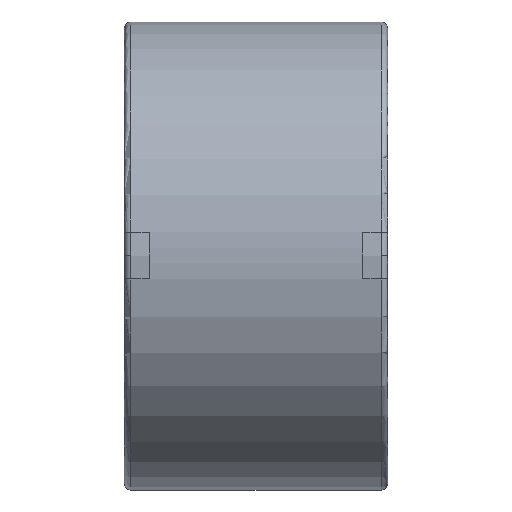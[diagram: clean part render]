
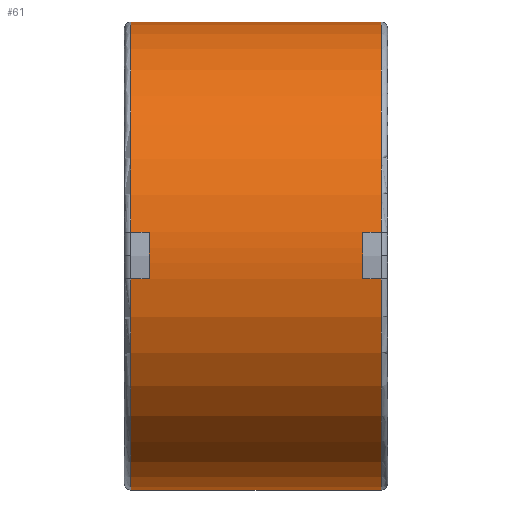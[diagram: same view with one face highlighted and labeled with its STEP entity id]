
A CAD part, top view. The second image highlights one B-rep face of the part: STEP entity #61.
In plain terms, the highlighted cylindrical face has radius 160 mm (diameter 320 mm), a partial arc.
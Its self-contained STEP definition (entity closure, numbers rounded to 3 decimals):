
#61=ADVANCED_FACE('',(#146),#147,.T.);
#146=FACE_OUTER_BOUND('',#294,.T.);
#147=CYLINDRICAL_SURFACE('',#295,160.0);
#294=EDGE_LOOP('',(#531,#532,#533,#534,#535,#536,#537,#538,#539,#540,#541,#542));
#295=AXIS2_PLACEMENT_3D('',#543,#544,#545);
#531=ORIENTED_EDGE('',*,*,#1043,.F.);
#532=ORIENTED_EDGE('',*,*,#1044,.F.);
#533=ORIENTED_EDGE('',*,*,#1045,.T.);
#534=ORIENTED_EDGE('',*,*,#1046,.T.);
#535=ORIENTED_EDGE('',*,*,#1047,.T.);
#536=ORIENTED_EDGE('',*,*,#1048,.F.);
#537=ORIENTED_EDGE('',*,*,#1049,.F.);
#538=ORIENTED_EDGE('',*,*,#1050,.F.);
#539=ORIENTED_EDGE('',*,*,#1051,.T.);
#540=ORIENTED_EDGE('',*,*,#1052,.T.);
#541=ORIENTED_EDGE('',*,*,#1053,.T.);
#542=ORIENTED_EDGE('',*,*,#1054,.F.);
#543=CARTESIAN_POINT('',(42.84,0.0,0.0));
#544=DIRECTION('',(1.0,0.0,0.0));
#545=DIRECTION('',(0.0,1.0,0.0));
#1043=EDGE_CURVE('',#1286,#1287,#1288,.T.);
#1044=EDGE_CURVE('',#1289,#1286,#1290,.T.);
#1045=EDGE_CURVE('',#1289,#1291,#1292,.T.);
#1046=EDGE_CURVE('',#1291,#1293,#1294,.T.);
#1047=EDGE_CURVE('',#1293,#1295,#1296,.T.);
#1048=EDGE_CURVE('',#1297,#1295,#1298,.T.);
#1049=EDGE_CURVE('',#1299,#1297,#1300,.T.);
#1050=EDGE_CURVE('',#1301,#1299,#1302,.T.);
#1051=EDGE_CURVE('',#1301,#1303,#1304,.T.);
#1052=EDGE_CURVE('',#1303,#1305,#1306,.T.);
#1053=EDGE_CURVE('',#1305,#1307,#1308,.T.);
#1054=EDGE_CURVE('',#1287,#1307,#1309,.T.);
#1286=VERTEX_POINT('',#1627);
#1287=VERTEX_POINT('',#1628);
#1288=LINE('',#1629,#1630);
#1289=VERTEX_POINT('',#1631);
#1290=CIRCLE('',#1632,160.0);
#1291=VERTEX_POINT('',#1633);
#1292=LINE('',#1634,#1635);
#1293=VERTEX_POINT('',#1636);
#1294=CIRCLE('',#1637,160.0);
#1295=VERTEX_POINT('',#1638);
#1296=LINE('',#1639,#1640);
#1297=VERTEX_POINT('',#1641);
#1298=CIRCLE('',#1642,160.0);
#1299=VERTEX_POINT('',#1643);
#1300=LINE('',#1644,#1645);
#1301=VERTEX_POINT('',#1646);
#1302=CIRCLE('',#1647,160.0);
#1303=VERTEX_POINT('',#1648);
#1304=LINE('',#1649,#1650);
#1305=VERTEX_POINT('',#1651);
#1306=CIRCLE('',#1652,160.0);
#1307=VERTEX_POINT('',#1653);
#1308=LINE('',#1654,#1655);
#1309=CIRCLE('',#1656,160.0);
#1627=CARTESIAN_POINT('',(-85.68,160.0,0.));
#1628=CARTESIAN_POINT('',(85.68,160.0,0.));
#1629=CARTESIAN_POINT('',(42.84,160.0,0.));
#1630=VECTOR('',#2479,1.0);
#1631=CARTESIAN_POINT('',(-85.68,16.0,159.198));
#1632=AXIS2_PLACEMENT_3D('',#2480,#2481,#2482);
#1633=CARTESIAN_POINT('',(-73.0,16.0,159.198));
#1634=CARTESIAN_POINT('',(-79.34,16.0,159.198));
#1635=VECTOR('',#2483,1.0);
#1636=CARTESIAN_POINT('',(-73.0,-16.0,159.198));
#1637=AXIS2_PLACEMENT_3D('',#2484,#2485,#2486);
#1638=CARTESIAN_POINT('',(-85.68,-16.0,159.198));
#1639=CARTESIAN_POINT('',(-79.34,-16.0,159.198));
#1640=VECTOR('',#2487,1.0);
#1641=CARTESIAN_POINT('',(-85.68,-160.0,0.));
#1642=AXIS2_PLACEMENT_3D('',#2488,#2489,#2490);
#1643=CARTESIAN_POINT('',(85.68,-160.0,0.));
#1644=CARTESIAN_POINT('',(42.84,-160.0,0.));
#1645=VECTOR('',#2491,1.0);
#1646=CARTESIAN_POINT('',(85.68,-16.0,159.198));
#1647=AXIS2_PLACEMENT_3D('',#2492,#2493,#2494);
#1648=CARTESIAN_POINT('',(73.0,-16.0,159.198));
#1649=CARTESIAN_POINT('',(79.34,-16.0,159.198));
#1650=VECTOR('',#2495,1.0);
#1651=CARTESIAN_POINT('',(73.0,16.0,159.198));
#1652=AXIS2_PLACEMENT_3D('',#2496,#2497,#2498);
#1653=CARTESIAN_POINT('',(85.68,16.0,159.198));
#1654=CARTESIAN_POINT('',(79.34,16.0,159.198));
#1655=VECTOR('',#2499,1.0);
#1656=AXIS2_PLACEMENT_3D('',#2500,#2501,#2502);
#2479=DIRECTION('',(1.0,0.0,0.0));
#2480=CARTESIAN_POINT('',(-85.68,0.0,0.));
#2481=DIRECTION('',(-1.0,0.0,0.));
#2482=DIRECTION('',(0.0,1.0,0.0));
#2483=DIRECTION('',(1.0,0.0,0.0));
#2484=CARTESIAN_POINT('',(-73.0,0.0,0.0));
#2485=DIRECTION('',(1.0,0.0,-0.0));
#2486=DIRECTION('',(0.0,1.0,0.0));
#2487=DIRECTION('',(-1.0,-0.0,-0.0));
#2488=CARTESIAN_POINT('',(-85.68,0.0,0.));
#2489=DIRECTION('',(-1.0,0.0,0.));
#2490=DIRECTION('',(0.0,1.0,0.0));
#2491=DIRECTION('',(-1.0,-0.0,-0.0));
#2492=CARTESIAN_POINT('',(85.68,0.0,0.0));
#2493=DIRECTION('',(1.0,0.0,0.0));
#2494=DIRECTION('',(0.0,1.0,0.0));
#2495=DIRECTION('',(-1.0,-0.0,-0.0));
#2496=CARTESIAN_POINT('',(73.0,0.0,0.0));
#2497=DIRECTION('',(-1.0,0.0,0.));
#2498=DIRECTION('',(0.0,1.0,0.0));
#2499=DIRECTION('',(1.0,0.0,0.0));
#2500=CARTESIAN_POINT('',(85.68,0.0,0.0));
#2501=DIRECTION('',(1.0,0.0,0.0));
#2502=DIRECTION('',(0.0,1.0,0.0));
